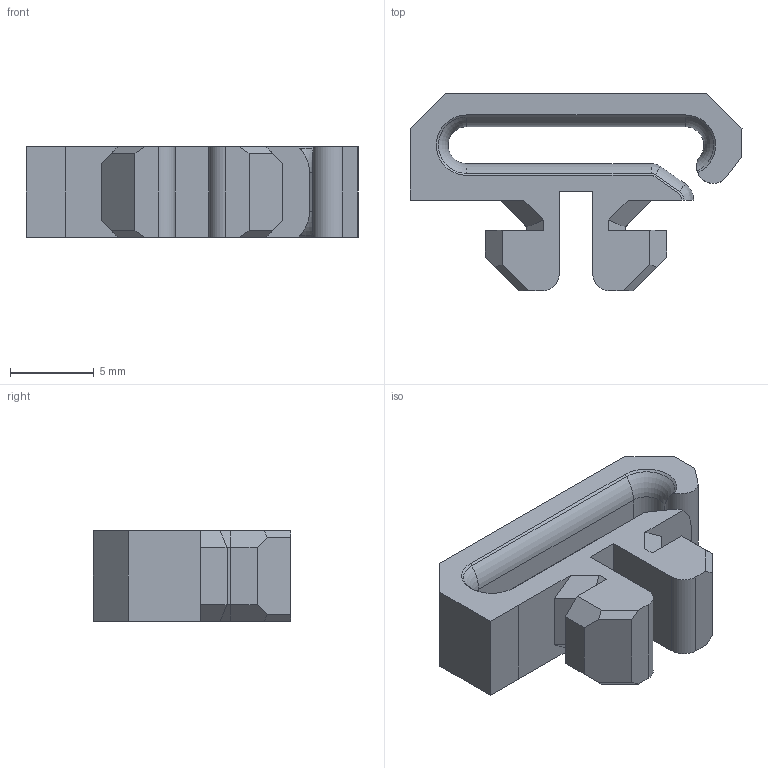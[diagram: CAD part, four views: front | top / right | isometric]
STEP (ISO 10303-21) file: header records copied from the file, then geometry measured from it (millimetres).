
FILE_DESCRIPTION(/* description */ (''),/* implementation_level */ '2;1');
FILE_NAME(/* name */ 'MB-Z10.electronics.MB-cable-clips.cable_clip_tft.step',/* time_stamp */ '2023-03-27T17:12:38+02:00',/* author */ (''),/* organization */ (''),/* preprocessor_version */ 'ST-DEVELOPER v19.2',/* originating_system */ 'Autodesk Translation Framework v11.17.0.187',/* authorisation */ '');
FILE_SCHEMA (('AUTOMOTIVE_DESIGN { 1 0 10303 214 3 1 1 }'));
Length unit declared in the file: millimetre
Products named in the file (1): cable_clip_tft
Bounding box: 19.8 x 11.78 x 5.4 mm (x, y, z)
Volume: 610.4 mm3; surface area: 788.1 mm2
Topology: 1 solids, 1 shells, 80 faces, 206 edges, 128 vertices
Faces by surface type: plane 51, cylinder 13, cone 8, bspline 4, torus 4
Entity records: 2458 total; most frequent: CARTESIAN_POINT 461, ORIENTED_EDGE 412, DIRECTION 404, EDGE_CURVE 206, LINE 158, VECTOR 158, VERTEX_POINT 128, AXIS2_PLACEMENT_3D 123
